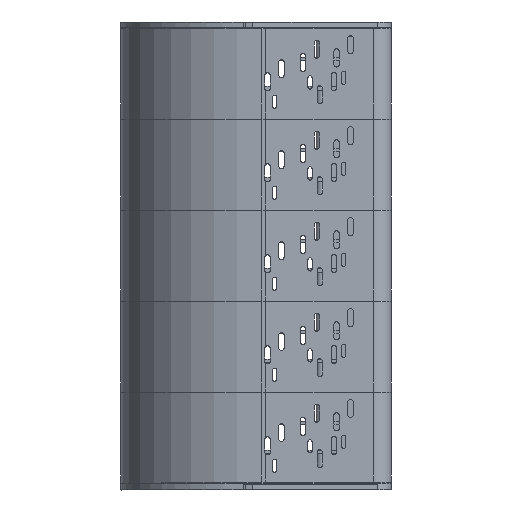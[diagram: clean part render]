
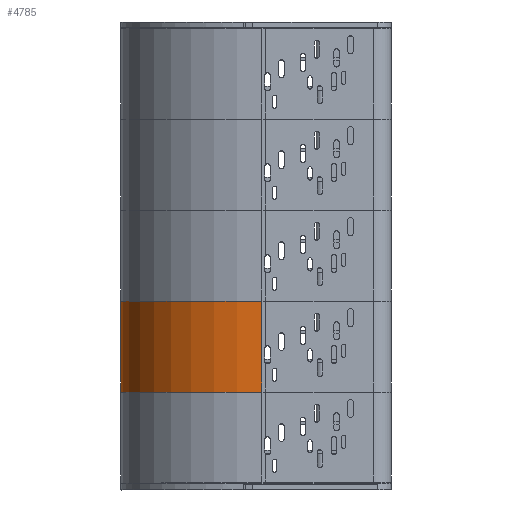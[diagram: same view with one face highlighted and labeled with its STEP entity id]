
A CAD part, front view. The second image highlights one B-rep face of the part: STEP entity #4785.
In plain terms, the highlighted face is a revolution surface.
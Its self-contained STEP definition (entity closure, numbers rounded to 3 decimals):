
#2804 = VERTEX_POINT('',#2805);
#2805 = CARTESIAN_POINT('',(-12.839,-260.,
    60.));
#4586 = VERTEX_POINT('',#4587);
#4587 = CARTESIAN_POINT('',(-12.839,-260.,
    10.));
#4619 = EDGE_CURVE('',#4586,#2804,#4620,.T.);
#4620 = LINE('',#4621,#4622);
#4621 = CARTESIAN_POINT('',(-12.839,-260.,
    10.));
#4622 = VECTOR('',#4623,1.);
#4623 = DIRECTION('',(0.,0.,1.));
#4657 = EDGE_CURVE('',#2804,#4658,#4660,.T.);
#4658 = VERTEX_POINT('',#4659);
#4659 = CARTESIAN_POINT('',(-90.496,-182.343,
    60.));
#4660 = CIRCLE('',#4661,77.657);
#4661 = AXIS2_PLACEMENT_3D('',#4662,#4663,#4664);
#4662 = CARTESIAN_POINT('',(-12.839,-182.343,
    60.));
#4663 = DIRECTION('',(0.,0.,-1.));
#4664 = DIRECTION('',(1.,0.,0.));
#4712 = VERTEX_POINT('',#4713);
#4713 = CARTESIAN_POINT('',(-90.496,-182.343,
    10.));
#4719 = EDGE_CURVE('',#4586,#4712,#4720,.T.);
#4720 = CIRCLE('',#4721,77.657);
#4721 = AXIS2_PLACEMENT_3D('',#4722,#4723,#4724);
#4722 = CARTESIAN_POINT('',(-12.839,-182.343,
    10.));
#4723 = DIRECTION('',(0.,0.,-1.));
#4724 = DIRECTION('',(1.,0.,0.));
#4785 = ADVANCED_FACE('',(#4786),#4797,.F.);
#4786 = FACE_BOUND('',#4787,.F.);
#4787 = EDGE_LOOP('',(#4788,#4789,#4795,#4796));
#4788 = ORIENTED_EDGE('',*,*,#4719,.T.);
#4789 = ORIENTED_EDGE('',*,*,#4790,.T.);
#4790 = EDGE_CURVE('',#4712,#4658,#4791,.T.);
#4791 = LINE('',#4792,#4793);
#4792 = CARTESIAN_POINT('',(-90.496,-182.343,
    10.));
#4793 = VECTOR('',#4794,1.);
#4794 = DIRECTION('',(0.,0.,1.));
#4795 = ORIENTED_EDGE('',*,*,#4657,.F.);
#4796 = ORIENTED_EDGE('',*,*,#4619,.F.);
#4797 = SURFACE_OF_REVOLUTION('',#4798,#4802);
#4798 = LINE('',#4799,#4800);
#4799 = CARTESIAN_POINT('',(64.818,-182.343,10.
    ));
#4800 = VECTOR('',#4801,1.);
#4801 = DIRECTION('',(0.,0.,1.));
#4802 = AXIS1_PLACEMENT('',#4803,#4804);
#4803 = CARTESIAN_POINT('',(-12.839,-182.343,
    10.));
#4804 = DIRECTION('',(0.,0.,-1.));
